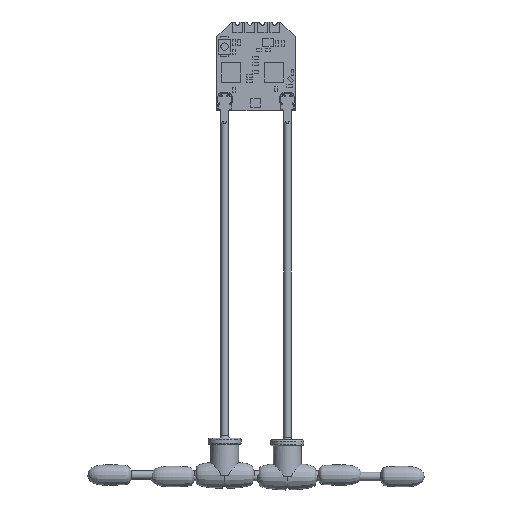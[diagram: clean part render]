
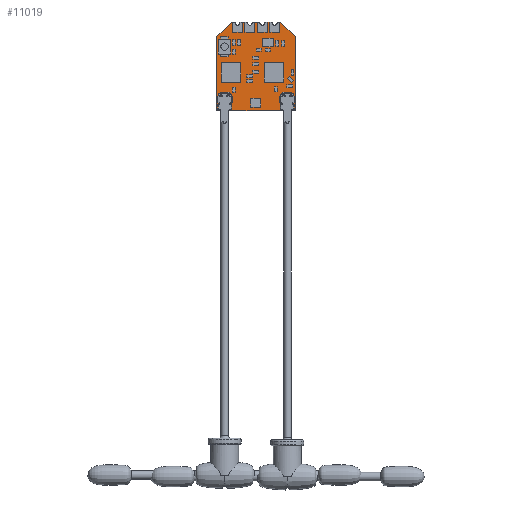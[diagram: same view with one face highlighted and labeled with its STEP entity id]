
A CAD part, front view. The second image highlights one B-rep face of the part: STEP entity #11019.
In plain terms, the highlighted planar face has unit normal (0, -1, 0).
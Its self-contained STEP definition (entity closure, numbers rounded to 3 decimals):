
#10581 = EDGE_CURVE('',#10582,#10584,#10586,.T.);
#10582 = VERTEX_POINT('',#10583);
#10583 = CARTESIAN_POINT('',(39.181,1.85,29.188));
#10584 = VERTEX_POINT('',#10585);
#10585 = CARTESIAN_POINT('',(39.181,1.85,44.323));
#10586 = LINE('',#10587,#10588);
#10587 = CARTESIAN_POINT('',(39.181,1.85,29.188));
#10588 = VECTOR('',#10589,1.);
#10589 = DIRECTION('',(0.,0.,1.));
#10621 = EDGE_CURVE('',#10622,#10582,#10624,.T.);
#10622 = VERTEX_POINT('',#10623);
#10623 = CARTESIAN_POINT('',(55.181,1.85,29.188));
#10624 = LINE('',#10625,#10626);
#10625 = CARTESIAN_POINT('',(55.181,1.85,29.188));
#10626 = VECTOR('',#10627,1.);
#10627 = DIRECTION('',(-1.,0.,0.));
#10652 = EDGE_CURVE('',#10653,#10622,#10655,.T.);
#10653 = VERTEX_POINT('',#10654);
#10654 = CARTESIAN_POINT('',(55.181,1.85,44.296));
#10655 = LINE('',#10656,#10657);
#10656 = CARTESIAN_POINT('',(55.181,1.85,47.288));
#10657 = VECTOR('',#10658,1.);
#10658 = DIRECTION('',(0.,0.,-1.));
#10683 = EDGE_CURVE('',#10684,#10653,#10686,.T.);
#10684 = VERTEX_POINT('',#10685);
#10685 = CARTESIAN_POINT('',(52.181,1.85,47.288));
#10686 = LINE('',#10687,#10688);
#10687 = CARTESIAN_POINT('',(52.181,1.85,47.288));
#10688 = VECTOR('',#10689,1.);
#10689 = DIRECTION('',(0.708,0.,
    -0.706));
#10714 = EDGE_CURVE('',#10715,#10684,#10717,.T.);
#10715 = VERTEX_POINT('',#10716);
#10716 = CARTESIAN_POINT('',(51.461,1.85,47.288));
#10717 = LINE('',#10718,#10719);
#10718 = CARTESIAN_POINT('',(39.181,1.85,47.288));
#10719 = VECTOR('',#10720,1.);
#10720 = DIRECTION('',(1.,0.,0.));
#10746 = VERTEX_POINT('',#10747);
#10747 = CARTESIAN_POINT('',(50.502,1.85,47.288));
#10763 = EDGE_CURVE('',#10746,#10715,#10764,.T.);
#10764 = CIRCLE('',#10765,0.5);
#10765 = AXIS2_PLACEMENT_3D('',#10766,#10767,#10768);
#10766 = CARTESIAN_POINT('',(50.981,1.85,47.146));
#10767 = DIRECTION('',(0.,-1.,0.));
#10768 = DIRECTION('',(-1.,0.,0.));
#10778 = EDGE_CURVE('',#10779,#10746,#10781,.T.);
#10779 = VERTEX_POINT('',#10780);
#10780 = CARTESIAN_POINT('',(48.928,1.85,47.288));
#10781 = LINE('',#10782,#10783);
#10782 = CARTESIAN_POINT('',(39.181,1.85,47.288));
#10783 = VECTOR('',#10784,1.);
#10784 = DIRECTION('',(1.,0.,0.));
#10810 = VERTEX_POINT('',#10811);
#10811 = CARTESIAN_POINT('',(47.968,1.85,47.288));
#10827 = EDGE_CURVE('',#10810,#10779,#10828,.T.);
#10828 = CIRCLE('',#10829,0.5);
#10829 = AXIS2_PLACEMENT_3D('',#10830,#10831,#10832);
#10830 = CARTESIAN_POINT('',(48.448,1.85,47.146));
#10831 = DIRECTION('',(0.,-1.,0.));
#10832 = DIRECTION('',(-1.,0.,0.));
#10842 = EDGE_CURVE('',#10843,#10810,#10845,.T.);
#10843 = VERTEX_POINT('',#10844);
#10844 = CARTESIAN_POINT('',(46.394,1.85,47.288));
#10845 = LINE('',#10846,#10847);
#10846 = CARTESIAN_POINT('',(39.181,1.85,47.288));
#10847 = VECTOR('',#10848,1.);
#10848 = DIRECTION('',(1.,0.,0.));
#10874 = VERTEX_POINT('',#10875);
#10875 = CARTESIAN_POINT('',(45.435,1.85,47.288));
#10891 = EDGE_CURVE('',#10874,#10843,#10892,.T.);
#10892 = CIRCLE('',#10893,0.5);
#10893 = AXIS2_PLACEMENT_3D('',#10894,#10895,#10896);
#10894 = CARTESIAN_POINT('',(45.915,1.85,47.146));
#10895 = DIRECTION('',(0.,-1.,0.));
#10896 = DIRECTION('',(-1.,0.,0.));
#10906 = EDGE_CURVE('',#10907,#10874,#10909,.T.);
#10907 = VERTEX_POINT('',#10908);
#10908 = CARTESIAN_POINT('',(43.861,1.85,47.288));
#10909 = LINE('',#10910,#10911);
#10910 = CARTESIAN_POINT('',(39.181,1.85,47.288));
#10911 = VECTOR('',#10912,1.);
#10912 = DIRECTION('',(1.,0.,0.));
#10938 = VERTEX_POINT('',#10939);
#10939 = CARTESIAN_POINT('',(42.902,1.85,47.288));
#10955 = EDGE_CURVE('',#10938,#10907,#10956,.T.);
#10956 = CIRCLE('',#10957,0.5);
#10957 = AXIS2_PLACEMENT_3D('',#10958,#10959,#10960);
#10958 = CARTESIAN_POINT('',(43.381,1.85,47.146));
#10959 = DIRECTION('',(0.,-1.,0.));
#10960 = DIRECTION('',(-1.,0.,0.));
#10970 = EDGE_CURVE('',#10971,#10938,#10973,.T.);
#10971 = VERTEX_POINT('',#10972);
#10972 = CARTESIAN_POINT('',(42.181,1.85,47.288));
#10973 = LINE('',#10974,#10975);
#10974 = CARTESIAN_POINT('',(39.181,1.85,47.288));
#10975 = VECTOR('',#10976,1.);
#10976 = DIRECTION('',(1.,0.,0.));
#11001 = EDGE_CURVE('',#10971,#10584,#11002,.T.);
#11002 = LINE('',#11003,#11004);
#11003 = CARTESIAN_POINT('',(42.181,1.85,47.288));
#11004 = VECTOR('',#11005,1.);
#11005 = DIRECTION('',(-0.711,0.,
    -0.703));
#11019 = ADVANCED_FACE('',(#11020),#11036,.T.);
#11020 = FACE_BOUND('',#11021,.T.);
#11021 = EDGE_LOOP('',(#11022,#11023,#11024,#11025,#11026,#11027,#11028,
    #11029,#11030,#11031,#11032,#11033,#11034,#11035));
#11022 = ORIENTED_EDGE('',*,*,#11001,.T.);
#11023 = ORIENTED_EDGE('',*,*,#10581,.F.);
#11024 = ORIENTED_EDGE('',*,*,#10621,.F.);
#11025 = ORIENTED_EDGE('',*,*,#10652,.F.);
#11026 = ORIENTED_EDGE('',*,*,#10683,.F.);
#11027 = ORIENTED_EDGE('',*,*,#10714,.F.);
#11028 = ORIENTED_EDGE('',*,*,#10763,.F.);
#11029 = ORIENTED_EDGE('',*,*,#10778,.F.);
#11030 = ORIENTED_EDGE('',*,*,#10827,.F.);
#11031 = ORIENTED_EDGE('',*,*,#10842,.F.);
#11032 = ORIENTED_EDGE('',*,*,#10891,.F.);
#11033 = ORIENTED_EDGE('',*,*,#10906,.F.);
#11034 = ORIENTED_EDGE('',*,*,#10955,.F.);
#11035 = ORIENTED_EDGE('',*,*,#10970,.F.);
#11036 = PLANE('',#11037);
#11037 = AXIS2_PLACEMENT_3D('',#11038,#11039,#11040);
#11038 = CARTESIAN_POINT('',(47.181,1.85,38.238));
#11039 = DIRECTION('',(0.,-1.,0.));
#11040 = DIRECTION('',(-1.,0.,0.));
